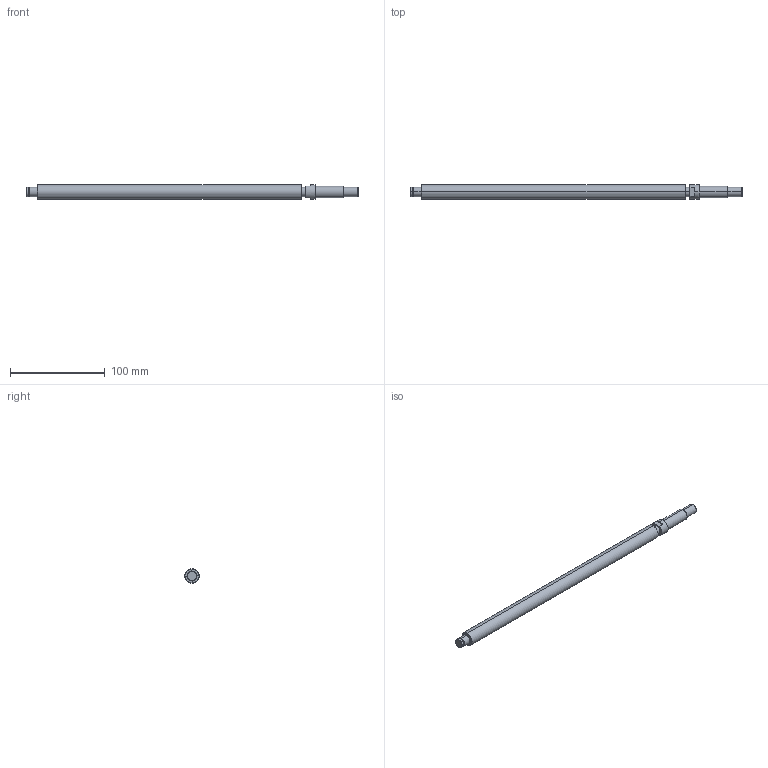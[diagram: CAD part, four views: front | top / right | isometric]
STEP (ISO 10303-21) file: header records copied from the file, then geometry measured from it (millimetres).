
FILE_DESCRIPTION (( 'STEP AP214' ), '1' );
FILE_NAME ('BSS1505-350_s.STEP', '2024-10-09T10:46:05', ( '' ), ( '' ), 'SwSTEP 2.0', 'SolidWorks 2024', '' );
FILE_SCHEMA (( 'AUTOMOTIVE_DESIGN' ));
Length unit declared in the file: millimetre
Products named in the file (1): BSS1505-350_s
Bounding box: 350 x 15 x 15 mm (x, y, z)
Volume: 56683.4 mm3; surface area: 16203.1 mm2
Topology: 1 solids, 1 shells, 43 faces, 88 edges, 54 vertices
Faces by surface type: cylinder 16, plane 13, cone 10, torus 4
Entity records: 1167 total; most frequent: DIRECTION 230, CARTESIAN_POINT 186, ORIENTED_EDGE 176, AXIS2_PLACEMENT_3D 98, EDGE_CURVE 88, VERTEX_POINT 54, CIRCLE 54, EDGE_LOOP 50
